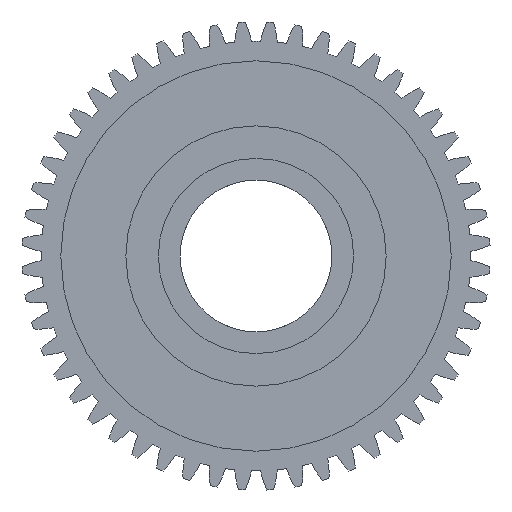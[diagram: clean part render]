
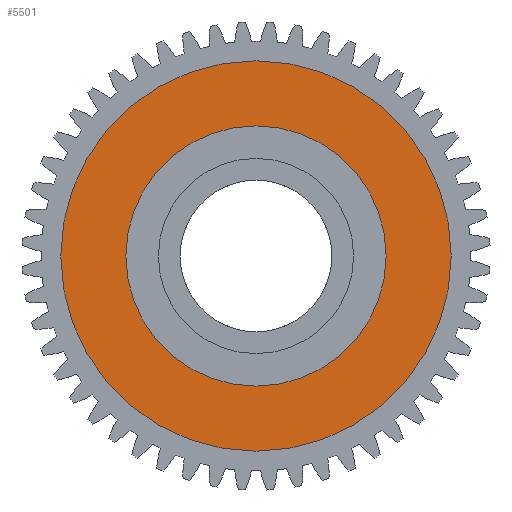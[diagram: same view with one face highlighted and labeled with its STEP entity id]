
A CAD part, left-side view. The second image highlights one B-rep face of the part: STEP entity #5501.
In plain terms, the highlighted planar face has unit normal (-1, 0, 0).
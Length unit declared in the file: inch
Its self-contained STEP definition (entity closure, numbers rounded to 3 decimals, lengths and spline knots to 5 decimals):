
#590 = DIRECTION ( 'NONE',  ( 0., 0., 1. ) ) ;
#611 = DIRECTION ( 'NONE',  ( -1., 0., 0. ) ) ;
#671 = CARTESIAN_POINT ( 'NONE',  ( 0.1935, 0., 0. ) ) ;
#699 = PLANE ( 'NONE',  #3961 ) ;
#910 = AXIS2_PLACEMENT_3D ( 'NONE', #5021, #8083, #3550 ) ;
#1510 = CARTESIAN_POINT ( 'NONE',  ( 0.1935, 0., 0. ) ) ;
#1574 = DIRECTION ( 'NONE',  ( 0., 0., 1. ) ) ;
#2077 = AXIS2_PLACEMENT_3D ( 'NONE', #1510, #2348, #1574 ) ;
#2150 = AXIS2_PLACEMENT_3D ( 'NONE', #2774, #2748, #2721 ) ;
#2348 = DIRECTION ( 'NONE',  ( -1., 0., 0. ) ) ;
#2721 = DIRECTION ( 'NONE',  ( 0., 0., 1. ) ) ;
#2748 = DIRECTION ( 'NONE',  ( -1., 0., 0. ) ) ;
#2774 = CARTESIAN_POINT ( 'NONE',  ( 0.1935, 0., 0. ) ) ;
#2948 = CIRCLE ( 'NONE', #2077, 0.75 ) ;
#3147 = CIRCLE ( 'NONE', #2150, 0.75 ) ;
#3468 = AXIS2_PLACEMENT_3D ( 'NONE', #6783, #6771, #6764 ) ;
#3529 = CARTESIAN_POINT ( 'NONE',  ( 0.1935, 0., -0.75 ) ) ;
#3550 = DIRECTION ( 'NONE',  ( 0., 0., 1. ) ) ;
#3961 = AXIS2_PLACEMENT_3D ( 'NONE', #671, #611, #590 ) ;
#4820 = VERTEX_POINT ( 'NONE', #7303 ) ;
#4915 = VERTEX_POINT ( 'NONE', #6162 ) ;
#5021 = CARTESIAN_POINT ( 'NONE',  ( 0.1935, 0., 0. ) ) ;
#5268 = EDGE_LOOP ( 'NONE', ( #7337, #7338 ) ) ;
#5351 = EDGE_LOOP ( 'NONE', ( #7317, #7328 ) ) ;
#5501 = ADVANCED_FACE ( 'NONE', ( #8093, #8127 ), #699, .T. ) ;
#5825 = EDGE_CURVE ( 'NONE', #4820, #4915, #6857, .T. ) ;
#6124 = CARTESIAN_POINT ( 'NONE',  ( 0.1935, 0., 0.75 ) ) ;
#6162 = CARTESIAN_POINT ( 'NONE',  ( 0.1935, 0., 1.125 ) ) ;
#6764 = DIRECTION ( 'NONE',  ( 0., 0., 1. ) ) ;
#6771 = DIRECTION ( 'NONE',  ( -1., 0., 0. ) ) ;
#6783 = CARTESIAN_POINT ( 'NONE',  ( 0.1935, 0., 0. ) ) ;
#6857 = CIRCLE ( 'NONE', #3468, 1.125 ) ;
#6934 = EDGE_CURVE ( 'NONE', #7894, #8053, #3147, .T. ) ;
#7025 = EDGE_CURVE ( 'NONE', #8053, #7894, #2948, .T. ) ;
#7303 = CARTESIAN_POINT ( 'NONE',  ( 0.1935, 0., -1.125 ) ) ;
#7317 = ORIENTED_EDGE ( 'NONE', *, *, #6934, .F. ) ;
#7328 = ORIENTED_EDGE ( 'NONE', *, *, #7025, .F. ) ;
#7337 = ORIENTED_EDGE ( 'NONE', *, *, #8767, .T. ) ;
#7338 = ORIENTED_EDGE ( 'NONE', *, *, #5825, .T. ) ;
#7894 = VERTEX_POINT ( 'NONE', #6124 ) ;
#8053 = VERTEX_POINT ( 'NONE', #3529 ) ;
#8083 = DIRECTION ( 'NONE',  ( -1., 0., 0. ) ) ;
#8093 = FACE_BOUND ( 'NONE', #5351, .T. ) ;
#8127 = FACE_OUTER_BOUND ( 'NONE', #5268, .T. ) ;
#8767 = EDGE_CURVE ( 'NONE', #4915, #4820, #9076, .T. ) ;
#9076 = CIRCLE ( 'NONE', #910, 1.125 ) ;
